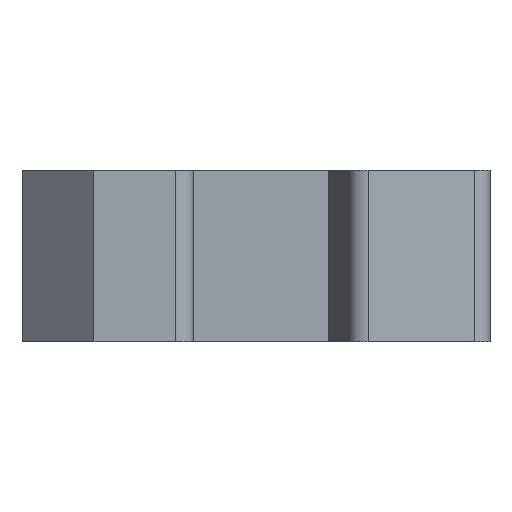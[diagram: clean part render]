
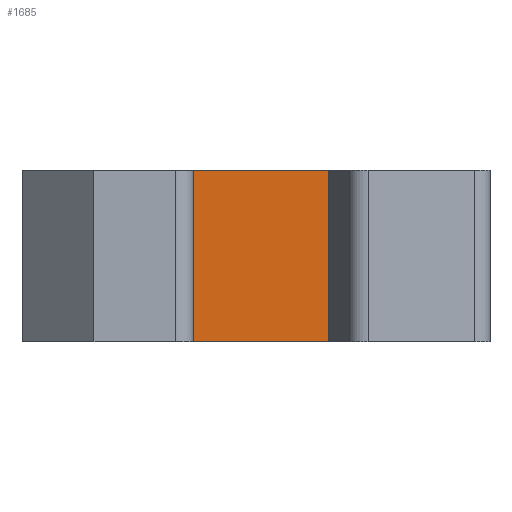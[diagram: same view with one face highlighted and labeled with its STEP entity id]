
A CAD part, left-side view. The second image highlights one B-rep face of the part: STEP entity #1685.
In plain terms, the highlighted planar face has unit normal (-1, 0, 0).
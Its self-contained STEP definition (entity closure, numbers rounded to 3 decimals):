
#155=DIRECTION('',(0.,-1.,0.));
#156=VECTOR('',#155,7.542);
#157=CARTESIAN_POINT('',(-21.4,3.5,-4.75));
#158=LINE('',#157,#156);
#420=DIRECTION('',(0.,0.,1.));
#421=VECTOR('',#420,9.5);
#422=CARTESIAN_POINT('',(-21.4,-4.042,-4.75));
#423=LINE('',#422,#421);
#424=DIRECTION('',(0.,0.,1.));
#425=VECTOR('',#424,9.5);
#426=CARTESIAN_POINT('',(-21.4,3.5,-4.75));
#427=LINE('',#426,#425);
#694=DIRECTION('',(0.,-1.,0.));
#695=VECTOR('',#694,7.542);
#696=CARTESIAN_POINT('',(-21.4,3.5,4.75));
#697=LINE('',#696,#695);
#895=CARTESIAN_POINT('',(-21.4,3.5,-4.75));
#896=VERTEX_POINT('',#895);
#897=CARTESIAN_POINT('',(-21.4,-4.042,-4.75));
#898=VERTEX_POINT('',#897);
#1023=CARTESIAN_POINT('',(-21.4,3.5,4.75));
#1024=VERTEX_POINT('',#1023);
#1025=CARTESIAN_POINT('',(-21.4,-4.042,4.75));
#1026=VERTEX_POINT('',#1025);
#1672=CARTESIAN_POINT('',(-21.4,3.5,-4.75));
#1673=DIRECTION('',(-1.,0.,0.));
#1674=DIRECTION('',(0.,-1.,0.));
#1675=AXIS2_PLACEMENT_3D('',#1672,#1673,#1674);
#1676=PLANE('',#1675);
#1677=ORIENTED_EDGE('',*,*,#1156,.F.);
#1679=ORIENTED_EDGE('',*,*,#1678,.T.);
#1681=ORIENTED_EDGE('',*,*,#1680,.T.);
#1682=ORIENTED_EDGE('',*,*,#1664,.F.);
#1683=EDGE_LOOP('',(#1677,#1679,#1681,#1682));
#1684=FACE_OUTER_BOUND('',#1683,.F.);
#1156=EDGE_CURVE('',#896,#898,#158,.T.);
#1664=EDGE_CURVE('',#898,#1026,#423,.T.);
#1678=EDGE_CURVE('',#896,#1024,#427,.T.);
#1680=EDGE_CURVE('',#1024,#1026,#697,.T.);
#1685=ADVANCED_FACE('',(#1684),#1676,.T.);
